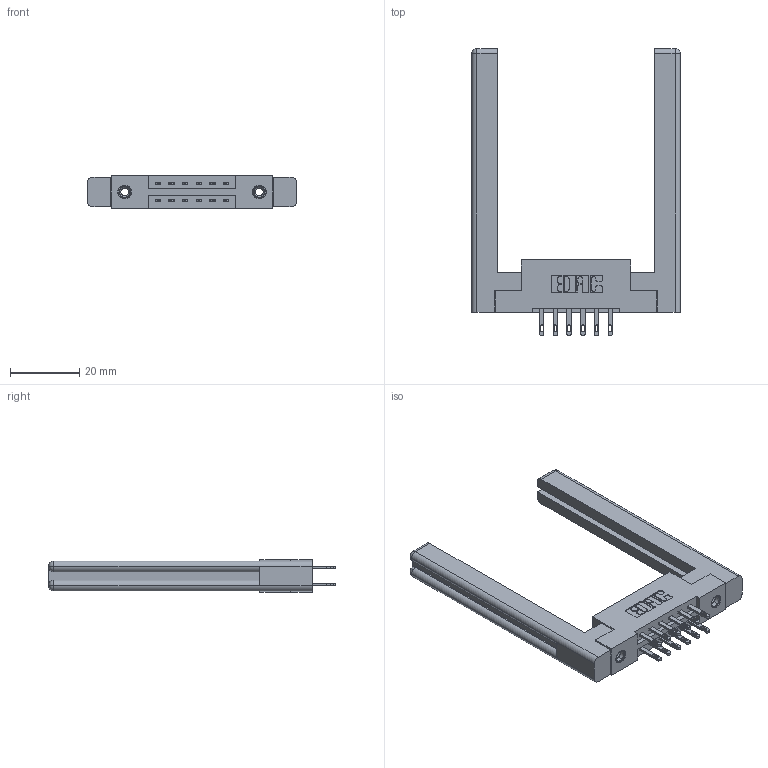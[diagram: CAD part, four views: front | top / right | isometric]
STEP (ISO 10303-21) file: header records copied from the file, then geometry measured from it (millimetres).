
FILE_DESCRIPTION (( 'STEP AP203' ), '1' );
FILE_NAME ('337-012-500-258.STEP', '2019-10-08T10:53:40', ( '' ), ( '' ), 'SwSTEP 2.0', 'SolidWorks 2016', '' );
FILE_SCHEMA (( 'CONFIG_CONTROL_DESIGN' ));
Length unit declared in the file: inch
Products named in the file (5): 307-220-058; 345-292-001_345-293-100; 337 Part_Flush Mounting Lugs - 0.156 Dia-TI; 345-250-001_345-250-001-102; 337-012-500-258
Assembly tree (17 placements, depth 2):
  337-012-500-258
    337 Part_Flush Mounting Lugs - 0.156 Dia-TI
    345-292-001_345-293-100  x12
    345-250-001_345-250-001-102  x2
    307-220-058  x2
Bounding box: 60.4 x 82.94 x 9.4 mm (x, y, z)
Volume: 13065.4 mm3; surface area: 11526.2 mm2
Topology: 17 solids, 17 shells, 856 faces, 2501 edges, 1654 vertices
Faces by surface type: plane 538, cylinder 294, cone 12, torus 12
Entity records: 11872 total; most frequent: CARTESIAN_POINT 2037, ORIENTED_EDGE 1912, DIRECTION 1816, EDGE_CURVE 956, VECTOR 776, LINE 776, VERTEX_POINT 630, AXIS2_PLACEMENT_3D 520
